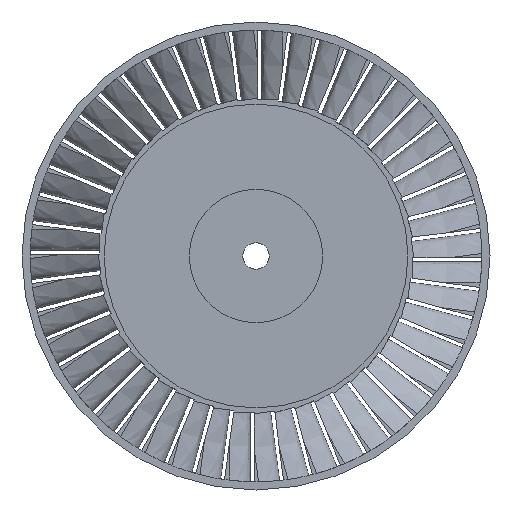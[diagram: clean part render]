
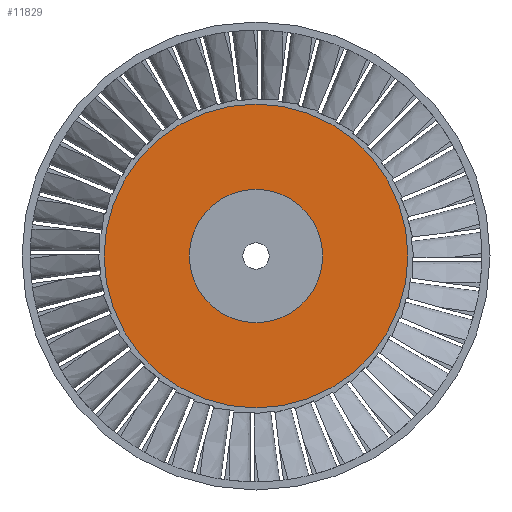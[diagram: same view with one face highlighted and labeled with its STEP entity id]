
A CAD part, front view. The second image highlights one B-rep face of the part: STEP entity #11829.
In plain terms, the highlighted planar face has unit normal (0, -1, 0).
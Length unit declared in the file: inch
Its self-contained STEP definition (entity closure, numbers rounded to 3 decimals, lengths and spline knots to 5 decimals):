
#446 = ORIENTED_EDGE ( 'NONE', *, *, #18385, .T. ) ;
#1398 = CARTESIAN_POINT ( 'NONE',  ( 2.2785, -0.1875, 0. ) ) ;
#1947 = FACE_OUTER_BOUND ( 'NONE', #4992, .T. ) ;
#2488 = CIRCLE ( 'NONE', #12870, 1. ) ;
#3088 = DIRECTION ( 'NONE',  ( 1., 0., 0. ) ) ;
#3201 = DIRECTION ( 'NONE',  ( 1., 0., 0. ) ) ;
#3484 = CARTESIAN_POINT ( 'NONE',  ( 1., -0.1875, 0. ) ) ;
#3868 = DIRECTION ( 'NONE',  ( 1., 0., 0. ) ) ;
#3869 = EDGE_CURVE ( 'NONE', #14039, #17172, #2488, .T. ) ;
#3874 = AXIS2_PLACEMENT_3D ( 'NONE', #6332, #10748, #3088 ) ;
#4318 = DIRECTION ( 'NONE',  ( 1., 0., 0. ) ) ;
#4666 = CARTESIAN_POINT ( 'NONE',  ( 1., -0.1875, 0. ) ) ;
#4868 = VERTEX_POINT ( 'NONE', #1398 ) ;
#4992 = EDGE_LOOP ( 'NONE', ( #446, #10192 ) ) ;
#5108 = CARTESIAN_POINT ( 'NONE',  ( 0., -0.1875, 0. ) ) ;
#6332 = CARTESIAN_POINT ( 'NONE',  ( 0., -0.1875, 0. ) ) ;
#6351 = PLANE ( 'NONE',  #15202 ) ;
#6432 = CIRCLE ( 'NONE', #12259, 1. ) ;
#6890 = CARTESIAN_POINT ( 'NONE',  ( 0., -0.1875, 0. ) ) ;
#7294 = CARTESIAN_POINT ( 'NONE',  ( -1., -0.1875, 0. ) ) ;
#7481 = EDGE_CURVE ( 'NONE', #17172, #14039, #6432, .T. ) ;
#8749 = EDGE_LOOP ( 'NONE', ( #15101, #12758 ) ) ;
#10192 = ORIENTED_EDGE ( 'NONE', *, *, #13313, .T. ) ;
#10748 = DIRECTION ( 'NONE',  ( 0., -1., 0. ) ) ;
#11829 = ADVANCED_FACE ( 'NONE', ( #1947, #17742 ), #6351, .T. ) ;
#12259 = AXIS2_PLACEMENT_3D ( 'NONE', #5108, #18121, #3868 ) ;
#12716 = CARTESIAN_POINT ( 'NONE',  ( -2.2785, -0.1875, 0. ) ) ;
#12758 = ORIENTED_EDGE ( 'NONE', *, *, #7481, .F. ) ;
#12870 = AXIS2_PLACEMENT_3D ( 'NONE', #6890, #14549, #4318 ) ;
#13313 = EDGE_CURVE ( 'NONE', #15339, #4868, #17916, .T. ) ;
#13350 = DIRECTION ( 'NONE',  ( 0., -1., 0. ) ) ;
#13355 = CIRCLE ( 'NONE', #14891, 2.2785 ) ;
#14039 = VERTEX_POINT ( 'NONE', #4666 ) ;
#14549 = DIRECTION ( 'NONE',  ( 0., -1., 0. ) ) ;
#14735 = DIRECTION ( 'NONE',  ( 1., 0., 0. ) ) ;
#14819 = CARTESIAN_POINT ( 'NONE',  ( 0., -0.1875, 0. ) ) ;
#14891 = AXIS2_PLACEMENT_3D ( 'NONE', #14819, #17595, #14735 ) ;
#15101 = ORIENTED_EDGE ( 'NONE', *, *, #3869, .F. ) ;
#15202 = AXIS2_PLACEMENT_3D ( 'NONE', #3484, #13350, #3201 ) ;
#15339 = VERTEX_POINT ( 'NONE', #12716 ) ;
#17172 = VERTEX_POINT ( 'NONE', #7294 ) ;
#17595 = DIRECTION ( 'NONE',  ( 0., -1., 0. ) ) ;
#17742 = FACE_BOUND ( 'NONE', #8749, .T. ) ;
#17916 = CIRCLE ( 'NONE', #3874, 2.2785 ) ;
#18121 = DIRECTION ( 'NONE',  ( 0., -1., 0. ) ) ;
#18385 = EDGE_CURVE ( 'NONE', #4868, #15339, #13355, .T. ) ;
